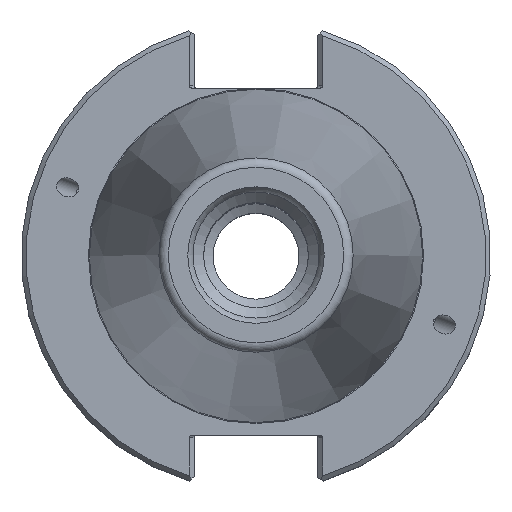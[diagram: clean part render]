
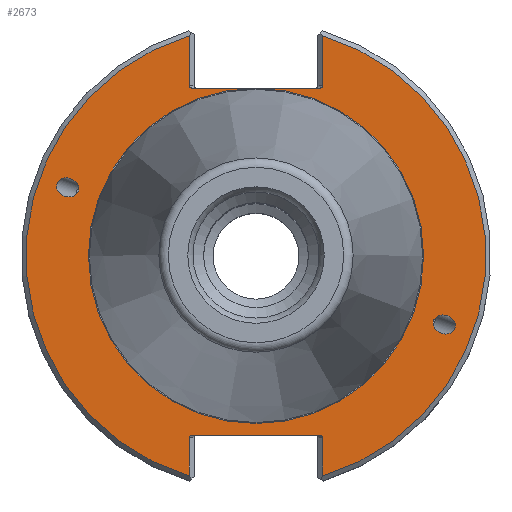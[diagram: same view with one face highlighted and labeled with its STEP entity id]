
A CAD part, top view. The second image highlights one B-rep face of the part: STEP entity #2673.
In plain terms, the highlighted planar face has unit normal (0, 0, 1).
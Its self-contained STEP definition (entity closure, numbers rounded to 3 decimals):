
#24=ELLIPSE('',#2846,2.381,1.95);
#25=ELLIPSE('',#2852,0.707,0.5);
#26=ELLIPSE('',#2854,0.707,0.5);
#27=ELLIPSE('',#2859,2.381,1.95);
#35=ELLIPSE('',#2884,0.707,0.5);
#36=ELLIPSE('',#2886,0.707,0.5);
#86=LINE('',#4102,#167);
#87=LINE('',#4111,#168);
#92=LINE('',#4130,#173);
#93=LINE('',#4142,#174);
#103=LINE('',#4176,#184);
#114=LINE('',#4223,#195);
#167=VECTOR('',#3271,1000.);
#168=VECTOR('',#3278,1000.);
#173=VECTOR('',#3293,1000.);
#174=VECTOR('',#3304,1000.);
#184=VECTOR('',#3330,1000.);
#195=VECTOR('',#3375,1000.);
#234=PLANE('',#2885);
#348=CIRCLE('',#2844,35.118);
#349=CIRCLE('',#2849,48.21);
#350=CIRCLE('',#2857,48.21);
#787=ORIENTED_EDGE('',*,*,#1047,.F.);
#788=ORIENTED_EDGE('',*,*,#1046,.T.);
#789=ORIENTED_EDGE('',*,*,#1044,.T.);
#790=ORIENTED_EDGE('',*,*,#1040,.T.);
#791=ORIENTED_EDGE('',*,*,#1062,.F.);
#792=ORIENTED_EDGE('',*,*,#1038,.T.);
#793=ORIENTED_EDGE('',*,*,#1036,.T.);
#794=ORIENTED_EDGE('',*,*,#1034,.T.);
#795=ORIENTED_EDGE('',*,*,#1033,.T.);
#796=ORIENTED_EDGE('',*,*,#1081,.T.);
#797=ORIENTED_EDGE('',*,*,#1083,.F.);
#798=ORIENTED_EDGE('',*,*,#1084,.T.);
#799=ORIENTED_EDGE('',*,*,#1048,.T.);
#800=ORIENTED_EDGE('',*,*,#1030,.F.);
#801=ORIENTED_EDGE('',*,*,#1029,.F.);
#1029=EDGE_CURVE('',#1241,#1241,#348,.T.);
#1030=EDGE_CURVE('',#1242,#1242,#24,.T.);
#1033=EDGE_CURVE('',#1243,#1244,#86,.T.);
#1034=EDGE_CURVE('',#1245,#1243,#349,.T.);
#1036=EDGE_CURVE('',#1246,#1245,#87,.T.);
#1038=EDGE_CURVE('',#1247,#1246,#25,.F.);
#1040=EDGE_CURVE('',#1248,#1249,#26,.F.);
#1044=EDGE_CURVE('',#1250,#1248,#92,.T.);
#1046=EDGE_CURVE('',#1251,#1250,#350,.T.);
#1047=EDGE_CURVE('',#1252,#1252,#27,.T.);
#1048=EDGE_CURVE('',#1253,#1251,#93,.T.);
#1062=EDGE_CURVE('',#1247,#1249,#103,.T.);
#1081=EDGE_CURVE('',#1244,#1271,#35,.F.);
#1083=EDGE_CURVE('',#1272,#1271,#114,.T.);
#1084=EDGE_CURVE('',#1272,#1253,#36,.F.);
#1241=VERTEX_POINT('',#4090);
#1242=VERTEX_POINT('',#4093);
#1243=VERTEX_POINT('',#4099);
#1244=VERTEX_POINT('',#4101);
#1245=VERTEX_POINT('',#4105);
#1246=VERTEX_POINT('',#4112);
#1247=VERTEX_POINT('',#4116);
#1248=VERTEX_POINT('',#4120);
#1249=VERTEX_POINT('',#4121);
#1250=VERTEX_POINT('',#4129);
#1251=VERTEX_POINT('',#4136);
#1252=VERTEX_POINT('',#4140);
#1253=VERTEX_POINT('',#4143);
#1271=VERTEX_POINT('',#4220);
#1272=VERTEX_POINT('',#4224);
#1501=EDGE_LOOP('',(#787));
#1502=EDGE_LOOP('',(#788,#789,#790,#791,#792,#793,#794,#795,#796,#797,#798,
#799));
#1503=EDGE_LOOP('',(#800));
#1504=EDGE_LOOP('',(#801));
#1681=FACE_BOUND('',#1501,.T.);
#1682=FACE_BOUND('',#1502,.T.);
#1683=FACE_BOUND('',#1503,.T.);
#1684=FACE_BOUND('',#1504,.T.);
#2673=ADVANCED_FACE('',(#1681,#1682,#1683,#1684),#234,.T.);
#2844=AXIS2_PLACEMENT_3D('',#4089,#3262,#3263);
#2846=AXIS2_PLACEMENT_3D('',#4092,#3266,#3267);
#2849=AXIS2_PLACEMENT_3D('',#4104,#3274,#3275);
#2852=AXIS2_PLACEMENT_3D('',#4115,#3282,#3283);
#2854=AXIS2_PLACEMENT_3D('',#4119,#3287,#3288);
#2857=AXIS2_PLACEMENT_3D('',#4137,#3296,#3297);
#2859=AXIS2_PLACEMENT_3D('',#4139,#3300,#3301);
#2884=AXIS2_PLACEMENT_3D('',#4219,#3370,#3371);
#2885=AXIS2_PLACEMENT_3D('',#4222,#3373,#3374);
#2886=AXIS2_PLACEMENT_3D('',#4225,#3376,#3377);
#3262=DIRECTION('',(0.,0.,1.));
#3263=DIRECTION('',(1.,0.,0.));
#3266=DIRECTION('',(0.,0.,1.));
#3267=DIRECTION('',(-0.94,0.342,0.));
#3271=DIRECTION('',(0.,-1.,0.));
#3274=DIRECTION('',(0.,0.,1.));
#3275=DIRECTION('',(1.,0.,0.));
#3278=DIRECTION('',(0.,-1.,0.));
#3282=DIRECTION('',(0.,0.,1.));
#3283=DIRECTION('',(1.,0.,0.));
#3287=DIRECTION('',(0.,0.,1.));
#3288=DIRECTION('',(1.,0.,0.));
#3293=DIRECTION('',(0.,1.,0.));
#3296=DIRECTION('',(0.,0.,1.));
#3297=DIRECTION('',(1.,0.,0.));
#3300=DIRECTION('',(0.,0.,1.));
#3301=DIRECTION('',(0.94,-0.342,0.));
#3304=DIRECTION('',(0.,1.,0.));
#3330=DIRECTION('',(-1.,0.,0.));
#3370=DIRECTION('',(0.,0.,1.));
#3371=DIRECTION('',(-1.,0.,0.));
#3373=DIRECTION('',(0.,0.,1.));
#3374=DIRECTION('',(1.,0.,0.));
#3375=DIRECTION('',(1.,0.,0.));
#3376=DIRECTION('',(0.,0.,1.));
#3377=DIRECTION('',(-1.,0.,0.));
#4089=CARTESIAN_POINT('',(0.,0.,-3.17));
#4090=CARTESIAN_POINT('',(35.118,0.,-3.17));
#4092=CARTESIAN_POINT('',(39.467,-14.365,-3.17));
#4093=CARTESIAN_POINT('',(37.23,-13.551,-3.17));
#4099=CARTESIAN_POINT('',(13.955,46.146,-3.17));
#4101=CARTESIAN_POINT('',(13.955,35.66,-3.17));
#4102=CARTESIAN_POINT('',(13.955,35.16,-3.17));
#4104=CARTESIAN_POINT('',(0.,0.,-3.17));
#4105=CARTESIAN_POINT('',(13.955,-46.146,-3.17));
#4111=CARTESIAN_POINT('',(13.955,-47.619,-3.17));
#4112=CARTESIAN_POINT('',(13.955,-38.07,-3.17));
#4115=CARTESIAN_POINT('',(13.248,-38.07,-3.17));
#4116=CARTESIAN_POINT('',(13.248,-37.57,-3.17));
#4119=CARTESIAN_POINT('',(-13.248,-38.07,-3.17));
#4120=CARTESIAN_POINT('',(-13.955,-38.07,-3.17));
#4121=CARTESIAN_POINT('',(-13.248,-37.57,-3.17));
#4129=CARTESIAN_POINT('',(-13.955,-46.146,-3.17));
#4130=CARTESIAN_POINT('',(-13.955,-37.57,-3.17));
#4136=CARTESIAN_POINT('',(-13.955,46.146,-3.17));
#4137=CARTESIAN_POINT('',(0.,0.,-3.17));
#4139=CARTESIAN_POINT('',(-39.467,14.365,-3.17));
#4140=CARTESIAN_POINT('',(-37.23,13.551,-3.17));
#4142=CARTESIAN_POINT('',(-13.955,47.619,-3.17));
#4143=CARTESIAN_POINT('',(-13.955,35.66,-3.17));
#4176=CARTESIAN_POINT('',(12.955,-37.57,-3.17));
#4219=CARTESIAN_POINT('',(13.248,35.66,-3.17));
#4220=CARTESIAN_POINT('',(13.248,35.16,-3.17));
#4222=CARTESIAN_POINT('',(35.118,0.,-3.17));
#4223=CARTESIAN_POINT('',(-12.955,35.16,-3.17));
#4224=CARTESIAN_POINT('',(-13.248,35.16,-3.17));
#4225=CARTESIAN_POINT('',(-13.248,35.66,-3.17));
